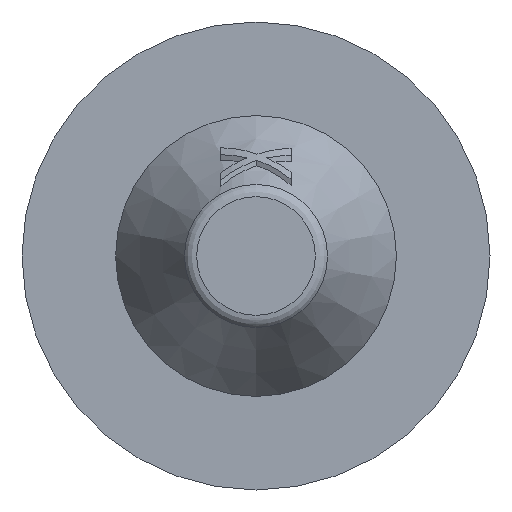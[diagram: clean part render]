
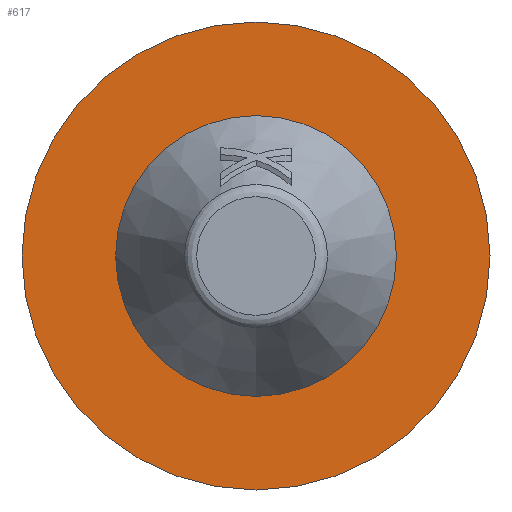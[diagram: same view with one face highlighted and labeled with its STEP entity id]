
A CAD part, front view. The second image highlights one B-rep face of the part: STEP entity #617.
In plain terms, the highlighted planar face has unit normal (0, -1, 0).
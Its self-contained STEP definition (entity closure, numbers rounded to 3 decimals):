
#37 = DIRECTION ( 'NONE',  ( 0., 0., 1. ) ) ;
#47 = CARTESIAN_POINT ( 'NONE',  ( 0., -2.5, 5. ) ) ;
#53 = ORIENTED_EDGE ( 'NONE', *, *, #139, .F. ) ;
#89 = FACE_OUTER_BOUND ( 'NONE', #706, .T. ) ;
#139 = EDGE_CURVE ( 'NONE', #219, #219, #324, .T. ) ;
#144 = ORIENTED_EDGE ( 'NONE', *, *, #289, .F. ) ;
#153 = AXIS2_PLACEMENT_3D ( 'NONE', #592, #597, #415 ) ;
#186 = AXIS2_PLACEMENT_3D ( 'NONE', #336, #264, #708 ) ;
#219 = VERTEX_POINT ( 'NONE', #385 ) ;
#264 = DIRECTION ( 'NONE',  ( 0., 1., 0. ) ) ;
#289 = EDGE_CURVE ( 'NONE', #861, #861, #479, .T. ) ;
#324 = CIRCLE ( 'NONE', #153, 3. ) ;
#336 = CARTESIAN_POINT ( 'NONE',  ( 0., -2.5, 0. ) ) ;
#369 = DIRECTION ( 'NONE',  ( 0., 1., 0. ) ) ;
#378 = CARTESIAN_POINT ( 'NONE',  ( 0., -2.5, 0. ) ) ;
#385 = CARTESIAN_POINT ( 'NONE',  ( 0., -2.5, 3. ) ) ;
#415 = DIRECTION ( 'NONE',  ( 0., 0., 1. ) ) ;
#471 = EDGE_LOOP ( 'NONE', ( #53 ) ) ;
#479 = CIRCLE ( 'NONE', #537, 5. ) ;
#537 = AXIS2_PLACEMENT_3D ( 'NONE', #378, #369, #37 ) ;
#592 = CARTESIAN_POINT ( 'NONE',  ( 0., -2.5, 0. ) ) ;
#597 = DIRECTION ( 'NONE',  ( 0., -1., 0. ) ) ;
#617 = ADVANCED_FACE ( 'NONE', ( #89, #754 ), #643, .F. ) ;
#643 = PLANE ( 'NONE',  #186 ) ;
#706 = EDGE_LOOP ( 'NONE', ( #144 ) ) ;
#708 = DIRECTION ( 'NONE',  ( 0., 0., 1. ) ) ;
#754 = FACE_BOUND ( 'NONE', #471, .T. ) ;
#861 = VERTEX_POINT ( 'NONE', #47 ) ;
